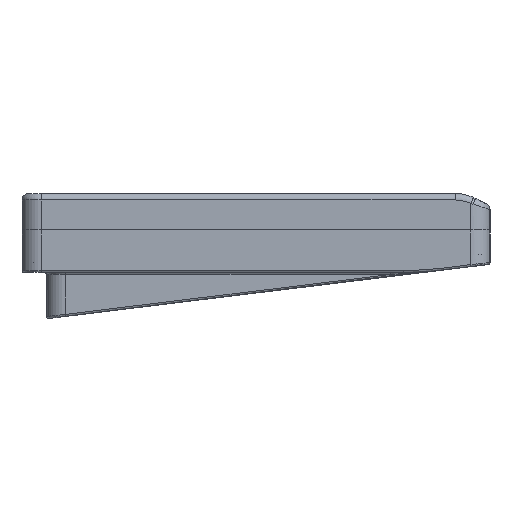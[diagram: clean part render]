
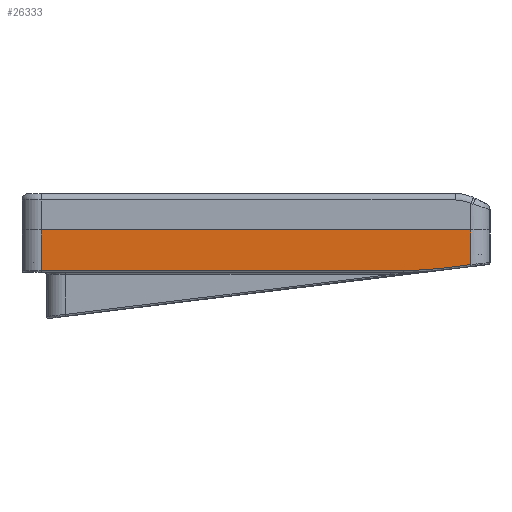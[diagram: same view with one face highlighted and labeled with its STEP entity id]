
A CAD part, left-side view. The second image highlights one B-rep face of the part: STEP entity #26333.
In plain terms, the highlighted planar face has unit normal (-1, 0, 0).
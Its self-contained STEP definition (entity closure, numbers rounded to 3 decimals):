
#1431=PLANE('',#28400);
#2642=FACE_OUTER_BOUND('',#4393,.T.);
#4393=EDGE_LOOP('',(#23310,#23311,#23312,#23313,#23314,#23315));
#6969=LINE('',#42213,#9703);
#7105=LINE('',#43191,#9839);
#7110=LINE('',#43278,#9844);
#7114=LINE('',#43286,#9848);
#7115=LINE('',#43288,#9849);
#9703=VECTOR('',#34298,10.);
#9839=VECTOR('',#34824,10.);
#9844=VECTOR('',#34875,10.);
#9848=VECTOR('',#34887,10.);
#9849=VECTOR('',#34890,10.);
#10800=CIRCLE('',#28368,79.5);
#12937=VERTEX_POINT('',#42199);
#12943=VERTEX_POINT('',#42211);
#13106=VERTEX_POINT('',#43182);
#13107=VERTEX_POINT('',#43184);
#13108=VERTEX_POINT('',#43189);
#13117=VERTEX_POINT('',#43274);
#16281=EDGE_CURVE('',#12937,#12943,#6969,.T.);
#16540=EDGE_CURVE('',#13106,#13107,#10800,.T.);
#16544=EDGE_CURVE('',#13107,#13108,#7105,.T.);
#16564=EDGE_CURVE('',#13117,#13106,#7110,.T.);
#16568=EDGE_CURVE('',#13108,#12943,#7114,.T.);
#16569=EDGE_CURVE('',#12937,#13117,#7115,.T.);
#23310=ORIENTED_EDGE('',*,*,#16544,.F.);
#23311=ORIENTED_EDGE('',*,*,#16540,.F.);
#23312=ORIENTED_EDGE('',*,*,#16564,.F.);
#23313=ORIENTED_EDGE('',*,*,#16569,.F.);
#23314=ORIENTED_EDGE('',*,*,#16281,.T.);
#23315=ORIENTED_EDGE('',*,*,#16568,.F.);
#26333=ADVANCED_FACE('',(#2642),#1431,.T.);
#28368=AXIS2_PLACEMENT_3D('',#43185,#34814,#34815);
#28400=AXIS2_PLACEMENT_3D('',#43287,#34888,#34889);
#34298=DIRECTION('',(0.,1.,0.));
#34814=DIRECTION('center_axis',(1.,0.,0.));
#34815=DIRECTION('ref_axis',(0.,-0.061,
-0.998));
#34824=DIRECTION('',(0.,1.,0.));
#34875=DIRECTION('',(0.,0.993,-0.122));
#34887=DIRECTION('',(0.,0.,1.));
#34888=DIRECTION('center_axis',(-1.,0.,0.));
#34889=DIRECTION('ref_axis',(0.,1.,0.));
#34890=DIRECTION('',(0.,0.,-1.));
#42199=CARTESIAN_POINT('',(2.229,9.127,0.));
#42211=CARTESIAN_POINT('',(2.229,115.227,0.));
#42213=CARTESIAN_POINT('',(2.229,4.377,0.));
#43182=CARTESIAN_POINT('',(2.229,15.993,-9.407));
#43184=CARTESIAN_POINT('',(2.229,25.681,-10.));
#43185=CARTESIAN_POINT('Origin',(2.229,25.681,69.5));
#43189=CARTESIAN_POINT('',(2.229,115.227,-10.));
#43191=CARTESIAN_POINT('',(2.229,33.277,-10.));
#43274=CARTESIAN_POINT('',(2.229,9.127,-8.564));
#43278=CARTESIAN_POINT('',(2.229,33.306,-11.533));
#43286=CARTESIAN_POINT('',(2.229,115.227,-9.5));
#43287=CARTESIAN_POINT('Origin',(2.229,4.377,-9.5));
#43288=CARTESIAN_POINT('',(2.229,9.127,-9.5));
